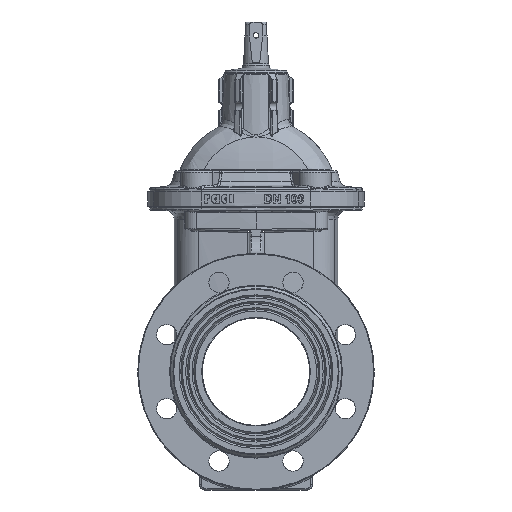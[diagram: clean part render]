
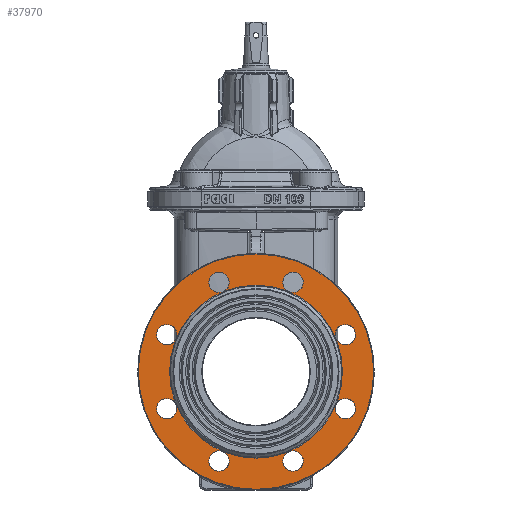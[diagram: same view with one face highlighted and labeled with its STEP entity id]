
A CAD part, front view. The second image highlights one B-rep face of the part: STEP entity #37970.
In plain terms, the highlighted planar face has unit normal (0, -1, 0).
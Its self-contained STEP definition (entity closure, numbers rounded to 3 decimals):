
#713 = ORIENTED_EDGE ( 'NONE', *, *, #31051, .F. ) ;
#909 = EDGE_CURVE ( 'NONE', #49182, #49182, #15487, .T. ) ;
#937 = EDGE_CURVE ( 'NONE', #16603, #16603, #25038, .T. ) ;
#1427 = FACE_BOUND ( 'NONE', #42588, .T. ) ;
#1638 = DIRECTION ( 'NONE',  ( 0., 0., 1. ) ) ;
#2518 = CARTESIAN_POINT ( 'NONE',  ( -83.149, -92., 43.942 ) ) ;
#2808 = ORIENTED_EDGE ( 'NONE', *, *, #937, .T. ) ;
#2882 = CARTESIAN_POINT ( 'NONE',  ( 0., -92., 80.414 ) ) ;
#3033 = CARTESIAN_POINT ( 'NONE',  ( 109.499, -92., 0.503 ) ) ;
#3395 = CARTESIAN_POINT ( 'NONE',  ( 83.149, -92., 43.942 ) ) ;
#3695 = AXIS2_PLACEMENT_3D ( 'NONE', #4557, #33170, #8649 ) ;
#3877 = CARTESIAN_POINT ( 'NONE',  ( 83.149, -92., 34.442 ) ) ;
#4516 = EDGE_LOOP ( 'NONE', ( #8816 ) ) ;
#4557 = CARTESIAN_POINT ( 'NONE',  ( 34.442, -92., 83.149 ) ) ;
#5073 = EDGE_CURVE ( 'NONE', #15344, #15344, #24889, .T. ) ;
#5468 = CARTESIAN_POINT ( 'NONE',  ( 108.995, -92., 0. ) ) ;
#6004 = LINE ( 'NONE', #24825, #50766 ) ;
#6086 = CARTESIAN_POINT ( 'NONE',  ( 83.149, -92., -24.942 ) ) ;
#6178 = EDGE_LOOP ( 'NONE', ( #34745 ) ) ;
#6355 = VERTEX_POINT ( 'NONE', #2882 ) ;
#6649 = EDGE_LOOP ( 'NONE', ( #35527 ) ) ;
#6695 = ORIENTED_EDGE ( 'NONE', *, *, #50612, .T. ) ;
#6977 = VERTEX_POINT ( 'NONE', #3395 ) ;
#7001 = DIRECTION ( 'NONE',  ( 0., -1., 0. ) ) ;
#7443 = ORIENTED_EDGE ( 'NONE', *, *, #43399, .F. ) ;
#7669 = CIRCLE ( 'NONE', #8946, 9.5 ) ;
#7750 = CARTESIAN_POINT ( 'NONE',  ( -34.442, -92., 83.149 ) ) ;
#7775 = CIRCLE ( 'NONE', #52457, 109.5 ) ;
#7821 = CARTESIAN_POINT ( 'NONE',  ( 0., -92., 0. ) ) ;
#7839 = EDGE_LOOP ( 'NONE', ( #47108 ) ) ;
#7973 = DIRECTION ( 'NONE',  ( 0., 0., 1. ) ) ;
#8504 = DIRECTION ( 'NONE',  ( 0.707, 0., -0.707 ) ) ;
#8649 = DIRECTION ( 'NONE',  ( 0., 0., 1. ) ) ;
#8816 = ORIENTED_EDGE ( 'NONE', *, *, #19069, .T. ) ;
#8946 = AXIS2_PLACEMENT_3D ( 'NONE', #22276, #50866, #26392 ) ;
#9241 = LINE ( 'NONE', #37111, #20136 ) ;
#9860 = AXIS2_PLACEMENT_3D ( 'NONE', #39398, #14894, #43469 ) ;
#10110 = VERTEX_POINT ( 'NONE', #5468 ) ;
#10211 = EDGE_CURVE ( 'NONE', #23641, #23641, #7669, .T. ) ;
#10551 = CARTESIAN_POINT ( 'NONE',  ( 34.442, -92., -73.649 ) ) ;
#10914 = CARTESIAN_POINT ( 'NONE',  ( -34.442, -92., -83.149 ) ) ;
#11248 = AXIS2_PLACEMENT_3D ( 'NONE', #50597, #26116, #1638 ) ;
#11862 = DIRECTION ( 'NONE',  ( 0., 0., 1. ) ) ;
#11927 = DIRECTION ( 'NONE',  ( 0., 0., 1. ) ) ;
#12269 = FACE_BOUND ( 'NONE', #4516, .T. ) ;
#12309 = AXIS2_PLACEMENT_3D ( 'NONE', #39833, #30330, #15317 ) ;
#13351 = ORIENTED_EDGE ( 'NONE', *, *, #36304, .T. ) ;
#13579 = FACE_BOUND ( 'NONE', #6178, .T. ) ;
#13614 = ORIENTED_EDGE ( 'NONE', *, *, #41230, .F. ) ;
#14894 = DIRECTION ( 'NONE',  ( 0., 1., 0. ) ) ;
#14956 = VERTEX_POINT ( 'NONE', #3033 ) ;
#15029 = CARTESIAN_POINT ( 'NONE',  ( -83.149, -92., -24.942 ) ) ;
#15043 = DIRECTION ( 'NONE',  ( 0., 0., 1. ) ) ;
#15317 = DIRECTION ( 'NONE',  ( 0., 0., -1. ) ) ;
#15344 = VERTEX_POINT ( 'NONE', #10551 ) ;
#15442 = CIRCLE ( 'NONE', #28858, 109.5 ) ;
#15487 = CIRCLE ( 'NONE', #26196, 9.5 ) ;
#15819 = CARTESIAN_POINT ( 'NONE',  ( 83.149, -92., -34.442 ) ) ;
#16603 = VERTEX_POINT ( 'NONE', #47166 ) ;
#17823 = VERTEX_POINT ( 'NONE', #27879 ) ;
#18419 = ORIENTED_EDGE ( 'NONE', *, *, #38830, .T. ) ;
#18882 = AXIS2_PLACEMENT_3D ( 'NONE', #3877, #32502, #7973 ) ;
#19069 = EDGE_CURVE ( 'NONE', #29355, #29355, #32535, .T. ) ;
#19927 = DIRECTION ( 'NONE',  ( 0., 0., 1. ) ) ;
#20035 = EDGE_CURVE ( 'NONE', #49791, #49791, #51033, .T. ) ;
#20136 = VECTOR ( 'NONE', #8504, 1000. ) ;
#20775 = EDGE_CURVE ( 'NONE', #6355, #6355, #39539, .T. ) ;
#21461 = ORIENTED_EDGE ( 'NONE', *, *, #37722, .T. ) ;
#22276 = CARTESIAN_POINT ( 'NONE',  ( -83.149, -92., 34.442 ) ) ;
#22810 = EDGE_LOOP ( 'NONE', ( #21461 ) ) ;
#23208 = FACE_BOUND ( 'NONE', #51207, .T. ) ;
#23577 = DIRECTION ( 'NONE',  ( -0.707, 0., 0.707 ) ) ;
#23641 = VERTEX_POINT ( 'NONE', #2518 ) ;
#24080 = DIRECTION ( 'NONE',  ( 0., 1., 0. ) ) ;
#24457 = FACE_BOUND ( 'NONE', #6649, .T. ) ;
#24825 = CARTESIAN_POINT ( 'NONE',  ( -108.995, -92., 0. ) ) ;
#24889 = CIRCLE ( 'NONE', #11248, 9.5 ) ;
#25038 = CIRCLE ( 'NONE', #34453, 9.5 ) ;
#25621 = CARTESIAN_POINT ( 'NONE',  ( -108.995, -92., 0. ) ) ;
#26116 = DIRECTION ( 'NONE',  ( 0., 1., 0. ) ) ;
#26196 = AXIS2_PLACEMENT_3D ( 'NONE', #15819, #44396, #19927 ) ;
#26392 = DIRECTION ( 'NONE',  ( 0., 0., 1. ) ) ;
#26401 = LINE ( 'NONE', #43339, #27692 ) ;
#26621 = DIRECTION ( 'NONE',  ( -0.707, 0., -0.707 ) ) ;
#26803 = CARTESIAN_POINT ( 'NONE',  ( -109.499, -92., 0.503 ) ) ;
#27516 = AXIS2_PLACEMENT_3D ( 'NONE', #10914, #39547, #15043 ) ;
#27692 = VECTOR ( 'NONE', #23577, 1000. ) ;
#27879 = CARTESIAN_POINT ( 'NONE',  ( -34.442, -92., -73.649 ) ) ;
#28858 = AXIS2_PLACEMENT_3D ( 'NONE', #31525, #7001, #35631 ) ;
#29355 = VERTEX_POINT ( 'NONE', #15029 ) ;
#30330 = DIRECTION ( 'NONE',  ( 0., 1., 0. ) ) ;
#30567 = CARTESIAN_POINT ( 'NONE',  ( 109.995, -92., 1. ) ) ;
#31051 = EDGE_CURVE ( 'NONE', #35606, #32543, #26401, .T. ) ;
#31525 = CARTESIAN_POINT ( 'NONE',  ( 0., -92., 0. ) ) ;
#31619 = PLANE ( 'NONE',  #12309 ) ;
#32485 = EDGE_CURVE ( 'NONE', #14956, #10110, #52549, .T. ) ;
#32502 = DIRECTION ( 'NONE',  ( 0., 1., 0. ) ) ;
#32535 = CIRCLE ( 'NONE', #47856, 9.5 ) ;
#32543 = VERTEX_POINT ( 'NONE', #26803 ) ;
#32880 = VERTEX_POINT ( 'NONE', #50989 ) ;
#33170 = DIRECTION ( 'NONE',  ( 0., 1., 0. ) ) ;
#34082 = FACE_BOUND ( 'NONE', #48075, .T. ) ;
#34453 = AXIS2_PLACEMENT_3D ( 'NONE', #7750, #36379, #11862 ) ;
#34745 = ORIENTED_EDGE ( 'NONE', *, *, #909, .T. ) ;
#35396 = FACE_OUTER_BOUND ( 'NONE', #42250, .T. ) ;
#35527 = ORIENTED_EDGE ( 'NONE', *, *, #20775, .T. ) ;
#35606 = VERTEX_POINT ( 'NONE', #25621 ) ;
#35631 = DIRECTION ( 'NONE',  ( 0., 0., 1. ) ) ;
#36176 = VERTEX_POINT ( 'NONE', #51134 ) ;
#36304 = EDGE_CURVE ( 'NONE', #17823, #17823, #36678, .T. ) ;
#36379 = DIRECTION ( 'NONE',  ( 0., 1., 0. ) ) ;
#36442 = DIRECTION ( 'NONE',  ( 0., -1., 0. ) ) ;
#36625 = FACE_BOUND ( 'NONE', #40477, .T. ) ;
#36678 = CIRCLE ( 'NONE', #27516, 9.5 ) ;
#37111 = CARTESIAN_POINT ( 'NONE',  ( 108.995, -92., 0. ) ) ;
#37347 = ORIENTED_EDGE ( 'NONE', *, *, #5073, .T. ) ;
#37722 = EDGE_CURVE ( 'NONE', #6977, #6977, #39215, .T. ) ;
#37970 = ADVANCED_FACE ( 'NONE', ( #24457, #35396, #13579, #36625, #44885, #34082, #23208, #12269, #1427, #43654 ), #31619, .F. ) ;
#38830 = EDGE_CURVE ( 'NONE', #32880, #36176, #7775, .T. ) ;
#39215 = CIRCLE ( 'NONE', #18882, 9.5 ) ;
#39398 = CARTESIAN_POINT ( 'NONE',  ( 0., -92., 0. ) ) ;
#39539 = CIRCLE ( 'NONE', #9860, 80.414 ) ;
#39547 = DIRECTION ( 'NONE',  ( 0., 1., 0. ) ) ;
#39833 = CARTESIAN_POINT ( 'NONE',  ( 0., -92., -80. ) ) ;
#40477 = EDGE_LOOP ( 'NONE', ( #13351 ) ) ;
#41230 = EDGE_CURVE ( 'NONE', #10110, #36176, #9241, .T. ) ;
#41649 = VECTOR ( 'NONE', #26621, 1000. ) ;
#42250 = EDGE_LOOP ( 'NONE', ( #18419, #13614, #42805, #6695, #713, #7443 ) ) ;
#42588 = EDGE_LOOP ( 'NONE', ( #37347 ) ) ;
#42805 = ORIENTED_EDGE ( 'NONE', *, *, #32485, .F. ) ;
#43339 = CARTESIAN_POINT ( 'NONE',  ( -109.995, -92., 1. ) ) ;
#43399 = EDGE_CURVE ( 'NONE', #32880, #35606, #6004, .T. ) ;
#43469 = DIRECTION ( 'NONE',  ( 0., 0., 1. ) ) ;
#43654 = FACE_BOUND ( 'NONE', #22810, .T. ) ;
#44396 = DIRECTION ( 'NONE',  ( 0., 1., 0. ) ) ;
#44885 = FACE_BOUND ( 'NONE', #7839, .T. ) ;
#47108 = ORIENTED_EDGE ( 'NONE', *, *, #10211, .T. ) ;
#47166 = CARTESIAN_POINT ( 'NONE',  ( -34.442, -92., 92.649 ) ) ;
#47717 = CARTESIAN_POINT ( 'NONE',  ( 34.442, -92., 92.649 ) ) ;
#47856 = AXIS2_PLACEMENT_3D ( 'NONE', #48536, #24080, #52684 ) ;
#48075 = EDGE_LOOP ( 'NONE', ( #51231 ) ) ;
#48536 = CARTESIAN_POINT ( 'NONE',  ( -83.149, -92., -34.442 ) ) ;
#49182 = VERTEX_POINT ( 'NONE', #6086 ) ;
#49457 = DIRECTION ( 'NONE',  ( 0.707, 0., 0.707 ) ) ;
#49791 = VERTEX_POINT ( 'NONE', #47717 ) ;
#50597 = CARTESIAN_POINT ( 'NONE',  ( 34.442, -92., -83.149 ) ) ;
#50612 = EDGE_CURVE ( 'NONE', #14956, #32543, #15442, .T. ) ;
#50766 = VECTOR ( 'NONE', #49457, 1000. ) ;
#50866 = DIRECTION ( 'NONE',  ( 0., 1., 0. ) ) ;
#50989 = CARTESIAN_POINT ( 'NONE',  ( -109.499, -92., -0.503 ) ) ;
#51033 = CIRCLE ( 'NONE', #3695, 9.5 ) ;
#51134 = CARTESIAN_POINT ( 'NONE',  ( 109.499, -92., -0.503 ) ) ;
#51207 = EDGE_LOOP ( 'NONE', ( #2808 ) ) ;
#51231 = ORIENTED_EDGE ( 'NONE', *, *, #20035, .T. ) ;
#52457 = AXIS2_PLACEMENT_3D ( 'NONE', #7821, #36442, #11927 ) ;
#52549 = LINE ( 'NONE', #30567, #41649 ) ;
#52684 = DIRECTION ( 'NONE',  ( 0., 0., 1. ) ) ;
